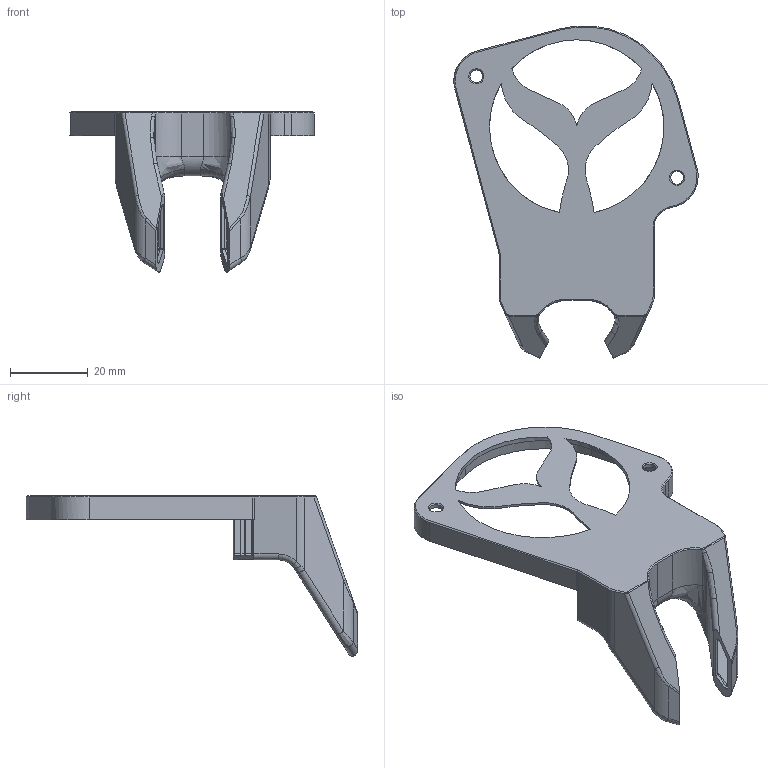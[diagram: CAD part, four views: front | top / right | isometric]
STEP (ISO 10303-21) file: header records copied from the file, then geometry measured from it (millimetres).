
FILE_DESCRIPTION (( 'STEP AP203' ), '1' );
FILE_NAME ('5015·çµÀ.STEP', '2023-09-09T07:20:15', ( 'Leo' ), ( '' ), 'SwSTEP 2.0', 'SolidWorks 2018', '' );
FILE_SCHEMA (( 'CONFIG_CONTROL_DESIGN' ));
Length unit declared in the file: millimetre
Products named in the file (1): 5015瑞耋
Bounding box: 62.99 x 85.55 x 41.35 mm (x, y, z)
Volume: 7957.3 mm3; surface area: 13388.1 mm2
Topology: 1 solids, 1 shells, 325 faces, 823 edges, 488 vertices
Faces by surface type: cylinder 130, plane 80, bspline 76, torus 25, cone 14
Entity records: 11744 total; most frequent: CARTESIAN_POINT 4434, ORIENTED_EDGE 1634, DIRECTION 1433, EDGE_CURVE 817, AXIS2_PLACEMENT_3D 546, VERTEX_POINT 488, VECTOR 341, LINE 341
